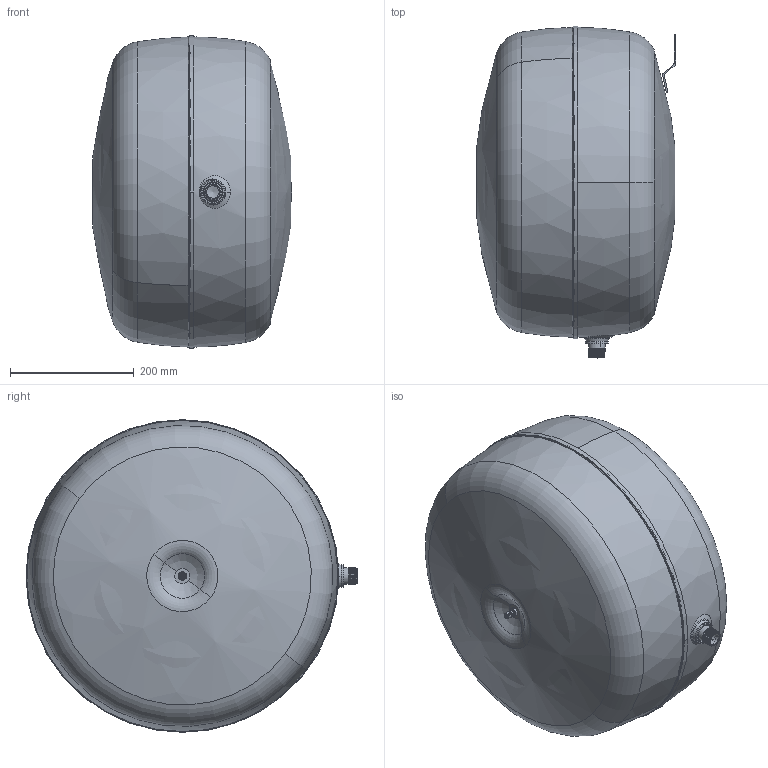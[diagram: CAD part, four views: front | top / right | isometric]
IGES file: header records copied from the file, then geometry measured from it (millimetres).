
Global section: file name: No Iges File Name specified; native system: Autodesk Inventor 2009; preprocessor: AutoDesk Inventor Iges Exporter R2009; author: CADJOBServer; date: 20100202.101959; units: millimetre
Bounding box: 321.61 x 536.22 x 505 mm (x, y, z)
Surface area: 1459130.9 mm2
Topology: 4 solids, 4 shells, 279 faces, 667 edges, 423 vertices
Faces by surface type: cone 82, revolution 55, plane 46, bspline 38, torus 32, cylinder 23, sphere 3
